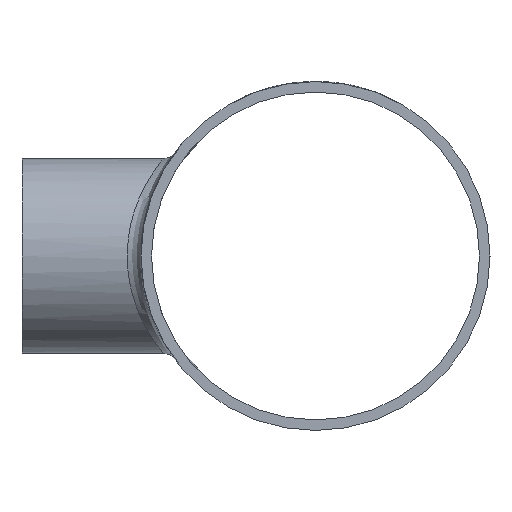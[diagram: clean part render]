
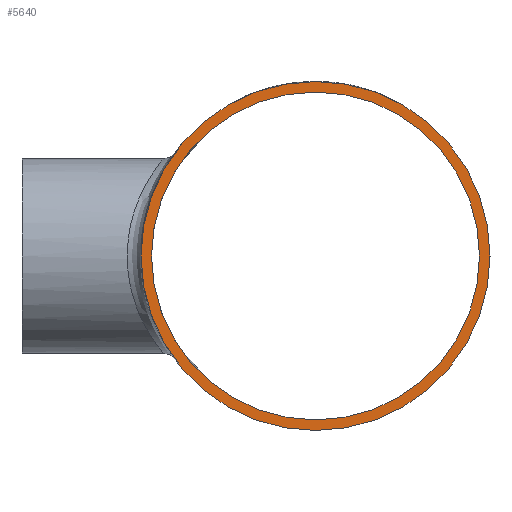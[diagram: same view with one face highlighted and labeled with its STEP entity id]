
A CAD part, left-side view. The second image highlights one B-rep face of the part: STEP entity #5640.
In plain terms, the highlighted planar face has unit normal (-1, 0, 0).
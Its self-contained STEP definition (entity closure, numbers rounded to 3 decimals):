
#863 = PLANE ( 'NONE',  #16212 ) ;
#3317 = CARTESIAN_POINT ( 'NONE',  ( -76., 0., 35.75 ) ) ;
#3417 = EDGE_CURVE ( 'NONE', #7626, #7626, #15140, .T. ) ;
#3458 = DIRECTION ( 'NONE',  ( 0., 0., 1. ) ) ;
#4000 = EDGE_LOOP ( 'NONE', ( #13851 ) ) ;
#5640 = ADVANCED_FACE ( 'NONE', ( #7009, #14120 ), #863, .T. ) ;
#7009 = FACE_BOUND ( 'NONE', #11247, .T. ) ;
#7606 = DIRECTION ( 'NONE',  ( -1., 0., 0. ) ) ;
#7626 = VERTEX_POINT ( 'NONE', #13070 ) ;
#9013 = CARTESIAN_POINT ( 'NONE',  ( -76., 0., 0. ) ) ;
#9027 = DIRECTION ( 'NONE',  ( -1., 0., 0. ) ) ;
#9051 = DIRECTION ( 'NONE',  ( 0., 0., 1. ) ) ;
#10188 = AXIS2_PLACEMENT_3D ( 'NONE', #13190, #7606, #9051 ) ;
#11079 = AXIS2_PLACEMENT_3D ( 'NONE', #17244, #9027, #11507 ) ;
#11247 = EDGE_LOOP ( 'NONE', ( #17431 ) ) ;
#11507 = DIRECTION ( 'NONE',  ( 0., 0., 1. ) ) ;
#13070 = CARTESIAN_POINT ( 'NONE',  ( -76., 0., 38.05 ) ) ;
#13178 = CIRCLE ( 'NONE', #10188, 35.75 ) ;
#13190 = CARTESIAN_POINT ( 'NONE',  ( -76., 0., 0. ) ) ;
#13851 = ORIENTED_EDGE ( 'NONE', *, *, #3417, .T. ) ;
#14120 = FACE_OUTER_BOUND ( 'NONE', #4000, .T. ) ;
#14644 = DIRECTION ( 'NONE',  ( -1., 0., 0. ) ) ;
#15084 = EDGE_CURVE ( 'NONE', #16650, #16650, #13178, .T. ) ;
#15140 = CIRCLE ( 'NONE', #11079, 38.05 ) ;
#16212 = AXIS2_PLACEMENT_3D ( 'NONE', #9013, #14644, #3458 ) ;
#16650 = VERTEX_POINT ( 'NONE', #3317 ) ;
#17244 = CARTESIAN_POINT ( 'NONE',  ( -76., 0., 0. ) ) ;
#17431 = ORIENTED_EDGE ( 'NONE', *, *, #15084, .F. ) ;
